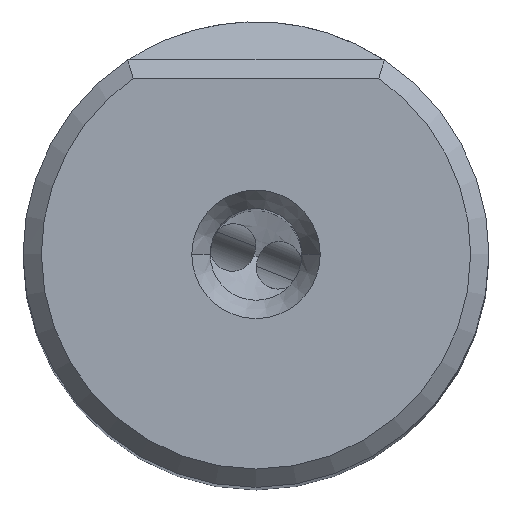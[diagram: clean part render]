
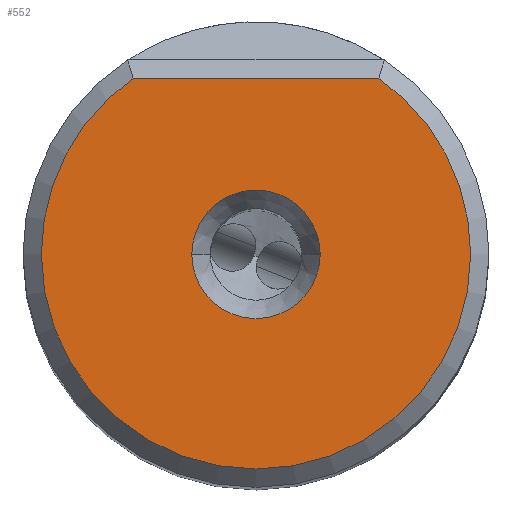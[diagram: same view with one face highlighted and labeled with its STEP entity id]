
A CAD part, top view. The second image highlights one B-rep face of the part: STEP entity #552.
In plain terms, the highlighted planar face has unit normal (0, 0, 1).
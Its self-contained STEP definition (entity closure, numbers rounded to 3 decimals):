
#552=ADVANCED_FACE('',(#773,#774),#731,.T.);
#731=PLANE('',#3574);
#773=FACE_BOUND('',#793,.T.);
#774=FACE_BOUND('',#794,.T.);
#793=EDGE_LOOP('',(#1236,#1237,#1238,#1239));
#794=EDGE_LOOP('',(#1240,#1241));
#982=LINE('',#5004,#1109);
#1109=VECTOR('',#4024,1.);
#1236=ORIENTED_EDGE('',*,*,#2643,.F.);
#1237=ORIENTED_EDGE('',*,*,#2644,.F.);
#1238=ORIENTED_EDGE('',*,*,#2645,.F.);
#1239=ORIENTED_EDGE('',*,*,#2646,.F.);
#1240=ORIENTED_EDGE('',*,*,#2647,.F.);
#1241=ORIENTED_EDGE('',*,*,#2648,.F.);
#2288=VERTEX_POINT('',#4998);
#2289=VERTEX_POINT('',#4999);
#2290=VERTEX_POINT('',#5001);
#2291=VERTEX_POINT('',#5003);
#2292=VERTEX_POINT('',#5006);
#2293=VERTEX_POINT('',#5007);
#2643=EDGE_CURVE('',#2288,#2289,#3169,.T.);
#2644=EDGE_CURVE('',#2290,#2288,#3170,.T.);
#2645=EDGE_CURVE('',#2291,#2290,#3171,.T.);
#2646=EDGE_CURVE('',#2289,#2291,#982,.T.);
#2647=EDGE_CURVE('',#2292,#2293,#3172,.T.);
#2648=EDGE_CURVE('',#2293,#2292,#3173,.T.);
#3169=CIRCLE('',#3569,11.7);
#3170=CIRCLE('',#3570,11.7);
#3171=CIRCLE('',#3571,11.7);
#3172=CIRCLE('',#3572,3.5);
#3173=CIRCLE('',#3573,3.5);
#3569=AXIS2_PLACEMENT_3D('',#4997,#4018,#4019);
#3570=AXIS2_PLACEMENT_3D('',#5000,#4020,#4021);
#3571=AXIS2_PLACEMENT_3D('',#5002,#4022,#4023);
#3572=AXIS2_PLACEMENT_3D('',#5005,#4025,#4026);
#3573=AXIS2_PLACEMENT_3D('',#5008,#4027,#4028);
#3574=AXIS2_PLACEMENT_3D('',#5009,#4029,#4030);
#4018=DIRECTION('',(0.,0.,-1.));
#4019=DIRECTION('',(-1.,0.,0.));
#4020=DIRECTION('',(0.,0.,-1.));
#4021=DIRECTION('',(1.,0.,0.));
#4022=DIRECTION('',(0.,0.,-1.));
#4023=DIRECTION('',(0.572,0.821,0.));
#4024=DIRECTION('',(1.,0.,0.));
#4025=DIRECTION('',(0.,0.,1.));
#4026=DIRECTION('',(-1.,0.,0.));
#4027=DIRECTION('',(0.,0.,1.));
#4028=DIRECTION('',(1.,0.,0.));
#4029=DIRECTION('',(0.,0.,1.));
#4030=DIRECTION('',(1.,0.,0.));
#4997=CARTESIAN_POINT('',(0.,0.,0.));
#4998=CARTESIAN_POINT('',(-11.7,0.,0.));
#4999=CARTESIAN_POINT('',(-6.688,9.6,0.));
#5000=CARTESIAN_POINT('',(0.,0.,0.));
#5001=CARTESIAN_POINT('',(11.7,0.,0.));
#5002=CARTESIAN_POINT('',(0.,0.,0.));
#5003=CARTESIAN_POINT('',(6.688,9.6,0.));
#5004=CARTESIAN_POINT('',(-6.688,9.6,0.));
#5005=CARTESIAN_POINT('',(0.,0.,0.));
#5006=CARTESIAN_POINT('',(-3.5,0.,0.));
#5007=CARTESIAN_POINT('',(3.5,0.,0.));
#5008=CARTESIAN_POINT('',(0.,0.,0.));
#5009=CARTESIAN_POINT('',(0.,-1.05,0.));
